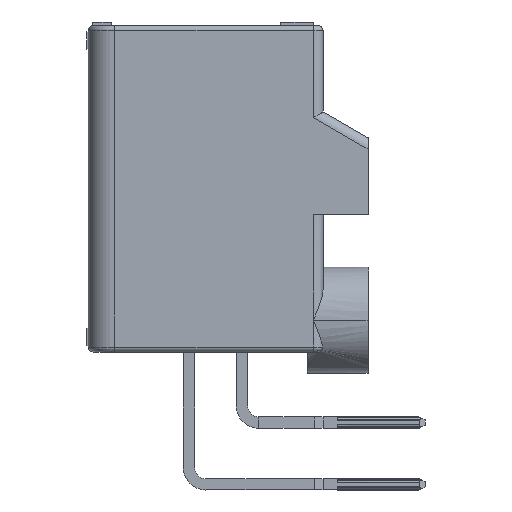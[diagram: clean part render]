
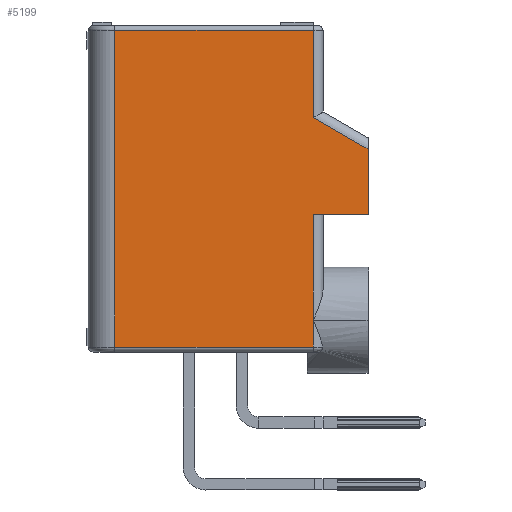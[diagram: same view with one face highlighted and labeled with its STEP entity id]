
A CAD part, left-side view. The second image highlights one B-rep face of the part: STEP entity #5199.
In plain terms, the highlighted planar face has unit normal (-1, 0, 0).
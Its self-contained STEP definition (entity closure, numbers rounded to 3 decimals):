
#55=CARTESIAN_POINT('',(-18.35,-6.1,-7.45));
#56=VERTEX_POINT('',#55);
#2437=CARTESIAN_POINT('',(-18.35,-6.1,-8.97));
#2438=VERTEX_POINT('',#2437);
#2479=CARTESIAN_POINT('',(-18.35,5.15,-8.97));
#2480=VERTEX_POINT('',#2479);
#2481=CARTESIAN_POINT('',(-18.35,-6.1,-8.97));
#2482=CARTESIAN_POINT('',(-18.35,-3.85,-8.97));
#2483=CARTESIAN_POINT('',(-18.35,-1.6,-8.97));
#2484=CARTESIAN_POINT('',(-18.35,0.65,-8.97));
#2485=CARTESIAN_POINT('',(-18.35,2.9,-8.97));
#2486=CARTESIAN_POINT('',(-18.35,5.15,-8.97));
#2487=B_SPLINE_CURVE_WITH_KNOTS('',5,(#2481,#2482,#2483,#2484,#2485,#2486),.UNSPECIFIED.,.F.,.U.,(6,6),(0.,11.25),.UNSPECIFIED.);
#2488=EDGE_CURVE('',#2438,#2480,#2487,.T.);
#4620=CARTESIAN_POINT('',(-18.35,-9.2,-1.45));
#4621=VERTEX_POINT('',#4620);
#4631=CARTESIAN_POINT('',(-18.35,-6.1,-1.45));
#4632=VERTEX_POINT('',#4631);
#4633=CARTESIAN_POINT('',(-18.35,-9.2,-1.45));
#4634=CARTESIAN_POINT('',(-18.35,-8.58,-1.45));
#4635=CARTESIAN_POINT('',(-18.35,-7.96,-1.45));
#4636=CARTESIAN_POINT('',(-18.35,-7.34,-1.45));
#4637=CARTESIAN_POINT('',(-18.35,-6.72,-1.45));
#4638=CARTESIAN_POINT('',(-18.35,-6.1,-1.45));
#4639=B_SPLINE_CURVE_WITH_KNOTS('',5,(#4633,#4634,#4635,#4636,#4637,#4638),.UNSPECIFIED.,.F.,.U.,(6,6),(0.,3.1),.UNSPECIFIED.);
#4640=EDGE_CURVE('',#4621,#4632,#4639,.T.);
#4702=CARTESIAN_POINT('',(-18.35,-6.1,-1.45));
#4703=CARTESIAN_POINT('',(-18.35,-6.1,-2.65));
#4704=CARTESIAN_POINT('',(-18.35,-6.1,-3.85));
#4705=CARTESIAN_POINT('',(-18.35,-6.1,-5.05));
#4706=CARTESIAN_POINT('',(-18.35,-6.1,-6.25));
#4707=CARTESIAN_POINT('',(-18.35,-6.1,-7.45));
#4708=B_SPLINE_CURVE_WITH_KNOTS('',5,(#4702,#4703,#4704,#4705,#4706,#4707),.UNSPECIFIED.,.F.,.U.,(6,6),(0.,6.),.UNSPECIFIED.);
#4709=EDGE_CURVE('',#4632,#56,#4708,.T.);
#4932=CARTESIAN_POINT('',(-18.35,-6.1,-7.45));
#4933=CARTESIAN_POINT('',(-18.35,-6.1,-7.754));
#4934=CARTESIAN_POINT('',(-18.35,-6.1,-8.058));
#4935=CARTESIAN_POINT('',(-18.35,-6.1,-8.362));
#4936=CARTESIAN_POINT('',(-18.35,-6.1,-8.666));
#4937=CARTESIAN_POINT('',(-18.35,-6.1,-8.97));
#4938=B_SPLINE_CURVE_WITH_KNOTS('',5,(#4932,#4933,#4934,#4935,#4936,#4937),.UNSPECIFIED.,.F.,.U.,(6,6),(0.,1.52),.UNSPECIFIED.);
#4939=EDGE_CURVE('',#56,#2438,#4938,.T.);
#5135=CARTESIAN_POINT('',(-18.35,-2.025,0.));
#5136=DIRECTION('',(0.,-1.,0.));
#5137=DIRECTION('',(-1.,0.,0.));
#5138=AXIS2_PLACEMENT_3D('',#5135,#5137,#5136);
#5139=PLANE('',#5138);
#5140=CARTESIAN_POINT('',(-18.35,-9.2,2.244));
#5141=VERTEX_POINT('',#5140);
#5142=CARTESIAN_POINT('',(-18.35,-6.1,4.032));
#5143=VERTEX_POINT('',#5142);
#5144=CARTESIAN_POINT('',(-18.35,-9.2,2.244));
#5145=CARTESIAN_POINT('',(-18.35,-8.58,2.602));
#5146=CARTESIAN_POINT('',(-18.35,-7.96,2.959));
#5147=CARTESIAN_POINT('',(-18.35,-7.34,3.317));
#5148=CARTESIAN_POINT('',(-18.35,-6.72,3.675));
#5149=CARTESIAN_POINT('',(-18.35,-6.1,4.032));
#5150=B_SPLINE_CURVE_WITH_KNOTS('',5,(#5144,#5145,#5146,#5147,#5148,#5149),.UNSPECIFIED.,.F.,.U.,(6,6),(0.,3.579),.UNSPECIFIED.);
#5151=EDGE_CURVE('',#5141,#5143,#5150,.T.);
#5152=ORIENTED_EDGE('',*,*,#5151,.T.);
#5153=CARTESIAN_POINT('',(-18.35,-6.1,8.97));
#5154=VERTEX_POINT('',#5153);
#5155=CARTESIAN_POINT('',(-18.35,-6.1,4.032));
#5156=CARTESIAN_POINT('',(-18.35,-6.1,5.02));
#5157=CARTESIAN_POINT('',(-18.35,-6.1,6.007));
#5158=CARTESIAN_POINT('',(-18.35,-6.1,6.995));
#5159=CARTESIAN_POINT('',(-18.35,-6.1,7.982));
#5160=CARTESIAN_POINT('',(-18.35,-6.1,8.97));
#5161=B_SPLINE_CURVE_WITH_KNOTS('',5,(#5155,#5156,#5157,#5158,#5159,#5160),.UNSPECIFIED.,.F.,.U.,(6,6),(0.,4.938),.UNSPECIFIED.);
#5162=EDGE_CURVE('',#5143,#5154,#5161,.T.);
#5163=ORIENTED_EDGE('',*,*,#5162,.T.);
#5164=CARTESIAN_POINT('',(-18.35,5.15,8.97));
#5165=VERTEX_POINT('',#5164);
#5166=CARTESIAN_POINT('',(-18.35,-6.1,8.97));
#5167=CARTESIAN_POINT('',(-18.35,-3.85,8.97));
#5168=CARTESIAN_POINT('',(-18.35,-1.6,8.97));
#5169=CARTESIAN_POINT('',(-18.35,0.65,8.97));
#5170=CARTESIAN_POINT('',(-18.35,2.9,8.97));
#5171=CARTESIAN_POINT('',(-18.35,5.15,8.97));
#5172=B_SPLINE_CURVE_WITH_KNOTS('',5,(#5166,#5167,#5168,#5169,#5170,#5171),.UNSPECIFIED.,.F.,.U.,(6,6),(0.,11.25),.UNSPECIFIED.);
#5173=EDGE_CURVE('',#5154,#5165,#5172,.T.);
#5174=ORIENTED_EDGE('',*,*,#5173,.T.);
#5175=CARTESIAN_POINT('',(-18.35,5.15,8.97));
#5176=CARTESIAN_POINT('',(-18.35,5.15,5.382));
#5177=CARTESIAN_POINT('',(-18.35,5.15,1.794));
#5178=CARTESIAN_POINT('',(-18.35,5.15,-1.794));
#5179=CARTESIAN_POINT('',(-18.35,5.15,-5.382));
#5180=CARTESIAN_POINT('',(-18.35,5.15,-8.97));
#5181=B_SPLINE_CURVE_WITH_KNOTS('',5,(#5175,#5176,#5177,#5178,#5179,#5180),.UNSPECIFIED.,.F.,.U.,(6,6),(0.,17.94),.UNSPECIFIED.);
#5182=EDGE_CURVE('',#5165,#2480,#5181,.T.);
#5183=ORIENTED_EDGE('',*,*,#5182,.T.);
#5184=ORIENTED_EDGE('',*,*,#2488,.F.);
#5185=ORIENTED_EDGE('',*,*,#4939,.F.);
#5186=ORIENTED_EDGE('',*,*,#4709,.F.);
#5187=ORIENTED_EDGE('',*,*,#4640,.F.);
#5188=CARTESIAN_POINT('',(-18.35,-9.2,-1.45));
#5189=CARTESIAN_POINT('',(-18.35,-9.2,-0.711));
#5190=CARTESIAN_POINT('',(-18.35,-9.2,0.028));
#5191=CARTESIAN_POINT('',(-18.35,-9.2,0.766));
#5192=CARTESIAN_POINT('',(-18.35,-9.2,1.505));
#5193=CARTESIAN_POINT('',(-18.35,-9.2,2.244));
#5194=B_SPLINE_CURVE_WITH_KNOTS('',5,(#5188,#5189,#5190,#5191,#5192,#5193),.UNSPECIFIED.,.F.,.U.,(6,6),(0.,3.694),.UNSPECIFIED.);
#5195=EDGE_CURVE('',#4621,#5141,#5194,.T.);
#5196=ORIENTED_EDGE('',*,*,#5195,.T.);
#5197=EDGE_LOOP('',(#5152,#5163,#5174,#5183,#5184,#5185,#5186,#5187,#5196));
#5198=FACE_OUTER_BOUND('',#5197,.T.);
#5199=ADVANCED_FACE('',(#5198),#5139,.T.);
